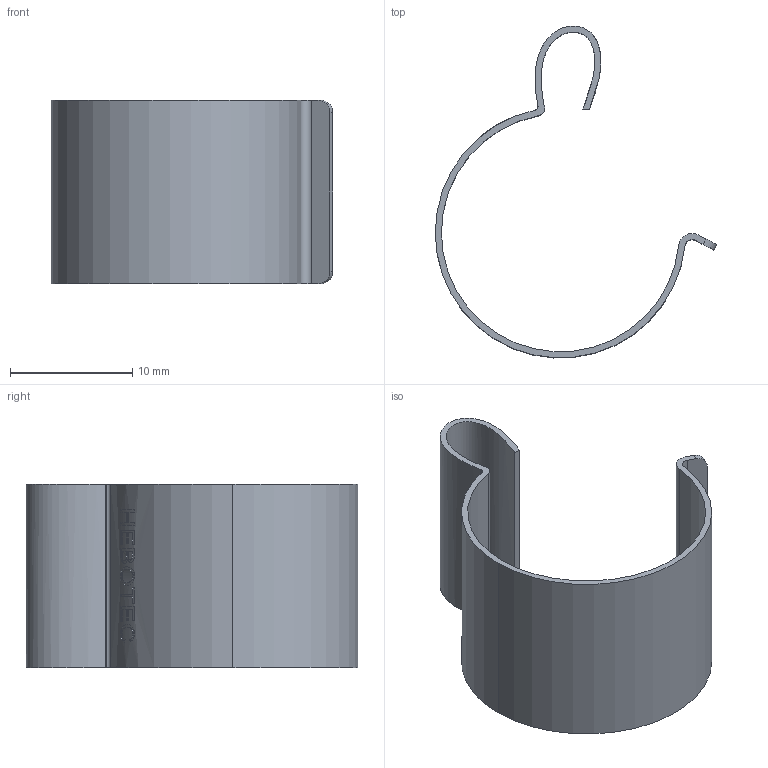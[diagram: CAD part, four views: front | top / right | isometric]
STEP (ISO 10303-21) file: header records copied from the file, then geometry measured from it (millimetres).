
FILE_DESCRIPTION (( 'STEP AP214' ), '1' );
FILE_NAME ('3110-022.STEP', '2024-06-13T08:10:25', ( '' ), ( '' ), 'SwSTEP 2.0', 'SolidWorks 2022', '' );
FILE_SCHEMA (( 'AUTOMOTIVE_DESIGN' ));
Length unit declared in the file: millimetre
Products named in the file (1): 3110-022
Bounding box: 23.05 x 27.17 x 15 mm (x, y, z)
Volume: 484.9 mm3; surface area: 1997.2 mm2
Topology: 1 solids, 1 shells, 210 faces, 594 edges, 396 vertices
Faces by surface type: bspline 128, plane 61, cylinder 21
Entity records: 11451 total; most frequent: CARTESIAN_POINT 4574, ORIENTED_EDGE 1188, EDGE_CURVE 594, DIRECTION 570, VERTEX_POINT 396, B_SPLINE_CURVE_WITH_KNOTS 262, LINE 260, VECTOR 260
